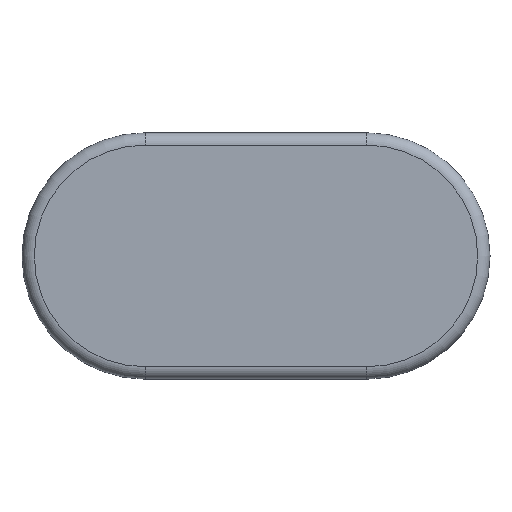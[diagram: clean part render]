
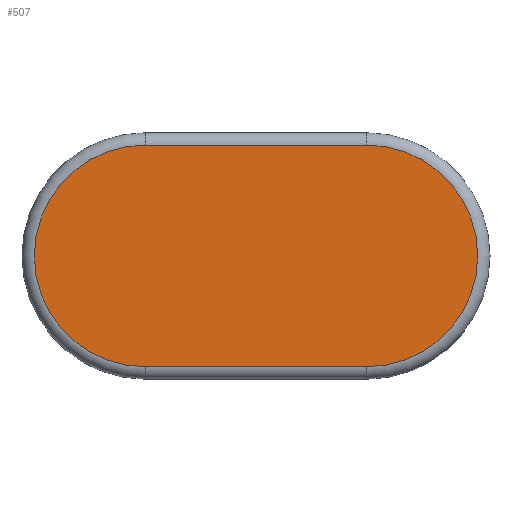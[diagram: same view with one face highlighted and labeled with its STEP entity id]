
A CAD part, top view. The second image highlights one B-rep face of the part: STEP entity #507.
In plain terms, the highlighted planar face has unit normal (0, 0, 1).
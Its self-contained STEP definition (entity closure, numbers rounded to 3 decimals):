
#51=PLANE('',#581);
#86=FACE_OUTER_BOUND('',#126,.T.);
#126=EDGE_LOOP('',(#456,#457,#458,#459));
#152=LINE('',#905,#180);
#153=LINE('',#911,#181);
#180=VECTOR('',#740,10.);
#181=VECTOR('',#749,10.);
#216=CIRCLE('',#573,18.);
#219=CIRCLE('',#578,18.);
#255=VERTEX_POINT('',#895);
#257=VERTEX_POINT('',#899);
#258=VERTEX_POINT('',#903);
#259=VERTEX_POINT('',#907);
#320=EDGE_CURVE('',#257,#255,#216,.T.);
#322=EDGE_CURVE('',#258,#257,#152,.T.);
#324=EDGE_CURVE('',#259,#258,#219,.T.);
#325=EDGE_CURVE('',#255,#259,#153,.T.);
#456=ORIENTED_EDGE('',*,*,#320,.F.);
#457=ORIENTED_EDGE('',*,*,#322,.F.);
#458=ORIENTED_EDGE('',*,*,#324,.F.);
#459=ORIENTED_EDGE('',*,*,#325,.F.);
#507=ADVANCED_FACE('',(#86),#51,.T.);
#573=AXIS2_PLACEMENT_3D('',#901,#734,#735);
#578=AXIS2_PLACEMENT_3D('',#909,#745,#746);
#581=AXIS2_PLACEMENT_3D('',#915,#754,#755);
#734=DIRECTION('center_axis',(0.,0.,-1.));
#735=DIRECTION('ref_axis',(1.,0.,0.));
#740=DIRECTION('',(1.,0.,0.));
#745=DIRECTION('center_axis',(0.,0.,-1.));
#746=DIRECTION('ref_axis',(-1.,0.,0.));
#749=DIRECTION('',(-1.,0.,0.));
#754=DIRECTION('center_axis',(0.,0.,1.));
#755=DIRECTION('ref_axis',(-1.,0.,0.));
#895=CARTESIAN_POINT('',(56.,2.,45.2));
#899=CARTESIAN_POINT('',(56.,38.,45.2));
#901=CARTESIAN_POINT('Origin',(56.,20.,45.2));
#903=CARTESIAN_POINT('',(20.,38.,45.2));
#905=CARTESIAN_POINT('',(47.,38.,45.2));
#907=CARTESIAN_POINT('',(20.,2.,45.2));
#909=CARTESIAN_POINT('Origin',(20.,20.,45.2));
#911=CARTESIAN_POINT('',(29.,2.,45.2));
#915=CARTESIAN_POINT('Origin',(38.,20.,45.2));
